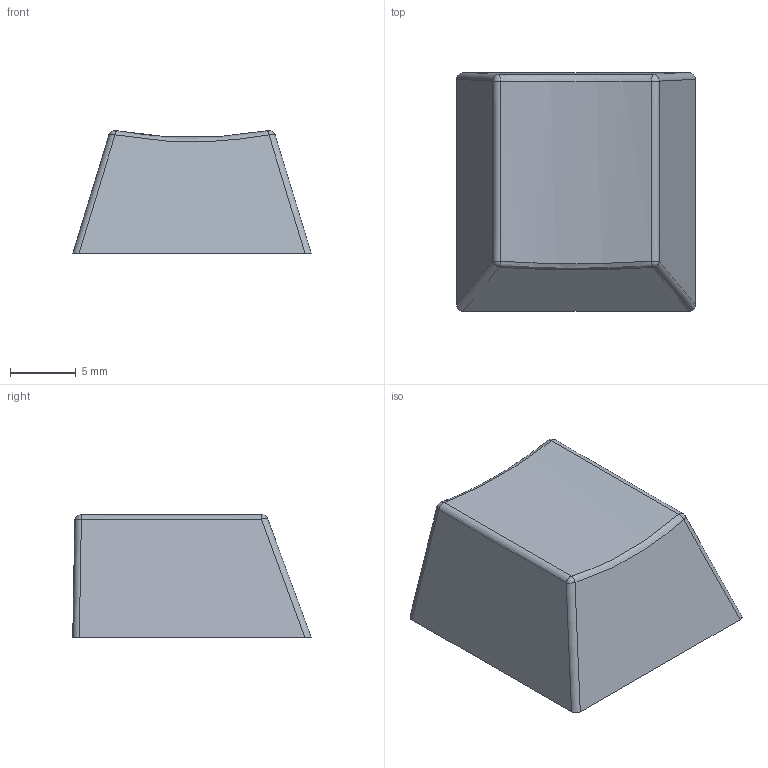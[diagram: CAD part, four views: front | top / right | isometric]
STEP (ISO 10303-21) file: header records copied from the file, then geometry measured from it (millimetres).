
FILE_DESCRIPTION(/* description */ (''),/* implementation_level */ '2;1');
FILE_NAME(/* name */ 'keycaps_1u.step',/* time_stamp */ '2021-02-12T13:22:26+09:00',/* author */ (''),/* organization */ (''),/* preprocessor_version */ 'ST-DEVELOPER v18.1',/* originating_system */ 'Autodesk Translation Framework v9.7.1.1290',/* authorisation */ '');
FILE_SCHEMA (('AUTOMOTIVE_DESIGN { 1 0 10303 214 3 1 1 }'));
Length unit declared in the file: millimetre
Products named in the file (1): keycaps_1u
Bounding box: 18.1 x 18.1 x 9.32 mm (x, y, z)
Volume: 809.8 mm3; surface area: 1715.5 mm2
Topology: 1 solids, 1 shells, 42 faces, 100 edges, 63 vertices
Faces by surface type: plane 22, cylinder 9, bspline 7, sphere 4
Full cylindrical faces by diameter (mm): 5.54 x1
Entity records: 1602 total; most frequent: CARTESIAN_POINT 653, ORIENTED_EDGE 200, DIRECTION 163, EDGE_CURVE 100, VERTEX_POINT 63, AXIS2_PLACEMENT_3D 57, LINE 49, VECTOR 49
